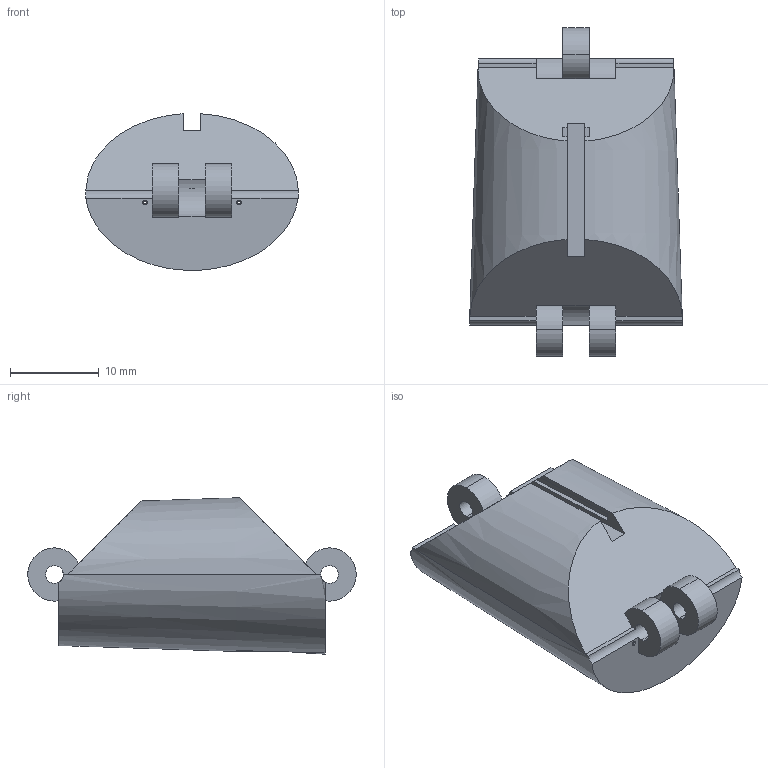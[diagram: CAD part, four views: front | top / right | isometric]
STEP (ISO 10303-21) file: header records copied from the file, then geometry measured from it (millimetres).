
FILE_DESCRIPTION (( 'STEP AP214' ), '1' );
FILE_NAME ('Part1t.STEP', '2025-12-21T13:38:31', ( '' ), ( '' ), 'SwSTEP 2.0', 'SolidWorks 2022', '' );
FILE_SCHEMA (( 'AUTOMOTIVE_DESIGN' ));
Length unit declared in the file: millimetre
Products named in the file (1): Part1t
Bounding box: 23.97 x 37 x 17.63 mm (x, y, z)
Volume: 7830.3 mm3; surface area: 2682.4 mm2
Topology: 1 solids, 1 shells, 66 faces, 180 edges, 114 vertices
Faces by surface type: plane 27, cylinder 24, torus 8, bspline 7
Entity records: 3316 total; most frequent: CARTESIAN_POINT 1609, ORIENTED_EDGE 360, DIRECTION 338, EDGE_CURVE 180, AXIS2_PLACEMENT_3D 124, VERTEX_POINT 114, LINE 90, VECTOR 90
